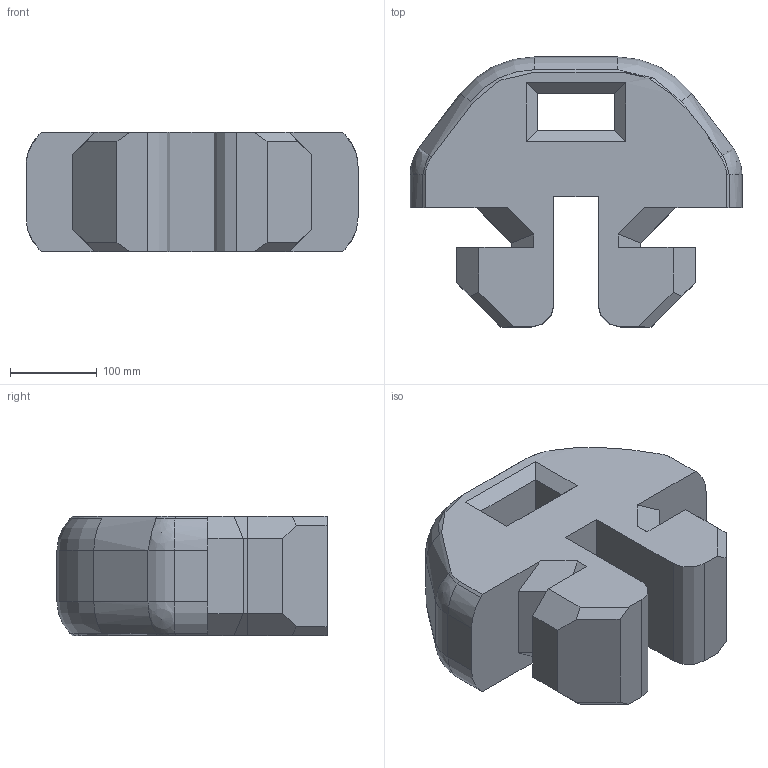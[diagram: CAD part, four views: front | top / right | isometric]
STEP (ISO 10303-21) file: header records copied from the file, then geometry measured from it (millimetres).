
FILE_DESCRIPTION(/* description */ (''),/* implementation_level */ '2;1');
FILE_NAME(/* name */ 'horizontal clip.step',/* time_stamp */ '2025-06-21T04:08:30+05:30',/* author */ (''),/* organization */ (''),/* preprocessor_version */ 'ST-DEVELOPER v20.1',/* originating_system */ 'Autodesk Translation Framework v14.10.0.0',/* authorisation */ '');
FILE_SCHEMA (('AUTOMOTIVE_DESIGN { 1 0 10303 214 3 1 1 }'));
Length unit declared in the file: millimetre
Products named in the file (1): horizontal clip
Bounding box: 382.27 x 310.96 x 137.16 mm (x, y, z)
Volume: 9725564.7 mm3; surface area: 387062.3 mm2
Topology: 1 solids, 1 shells, 92 faces, 256 edges, 156 vertices
Faces by surface type: plane 58, cylinder 18, sphere 6, torus 6, cone 2, bspline 2
Entity records: 4460 total; most frequent: CARTESIAN_POINT 2115, ORIENTED_EDGE 492, DIRECTION 471, EDGE_CURVE 246, LINE 179, VECTOR 179, VERTEX_POINT 156, AXIS2_PLACEMENT_3D 146
